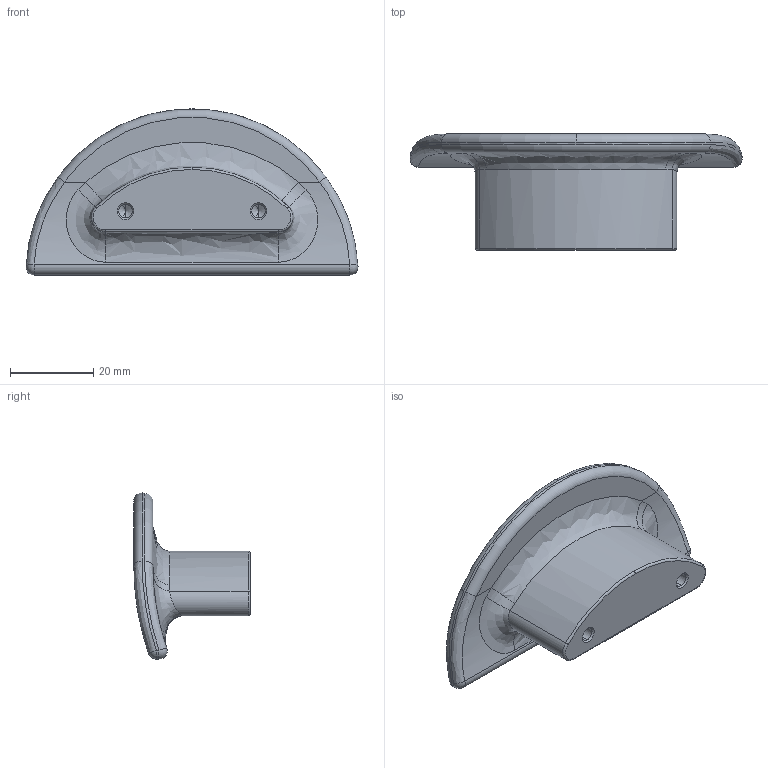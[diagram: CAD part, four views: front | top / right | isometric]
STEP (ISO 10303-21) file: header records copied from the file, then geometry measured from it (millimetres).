
FILE_DESCRIPTION (( 'STEP AP214' ), '1' );
FILE_NAME ('DP 2200368 CO23 Horizen timber 80mm_290822MLR.STEP', '2022-08-31T13:28:42', ( '' ), ( '' ), 'SwSTEP 2.0', 'SolidWorks 2022', '' );
FILE_SCHEMA (( 'AUTOMOTIVE_DESIGN' ));
Length unit declared in the file: millimetre
Products named in the file (1): DP 2200368 CO23 Horizen timber 80mm_290822MLR
Bounding box: 79.89 x 28 x 40 mm (x, y, z)
Volume: 25522.6 mm3; surface area: 8095.7 mm2
Topology: 1 solids, 1 shells, 49 faces, 115 edges, 62 vertices
Faces by surface type: cylinder 15, bspline 10, cone 8, torus 7, plane 5, sphere 4
Entity records: 2009 total; most frequent: CARTESIAN_POINT 951, ORIENTED_EDGE 206, DIRECTION 205, EDGE_CURVE 103, AXIS2_PLACEMENT_3D 88, VERTEX_POINT 58, EDGE_LOOP 51, FACE_OUTER_BOUND 49
